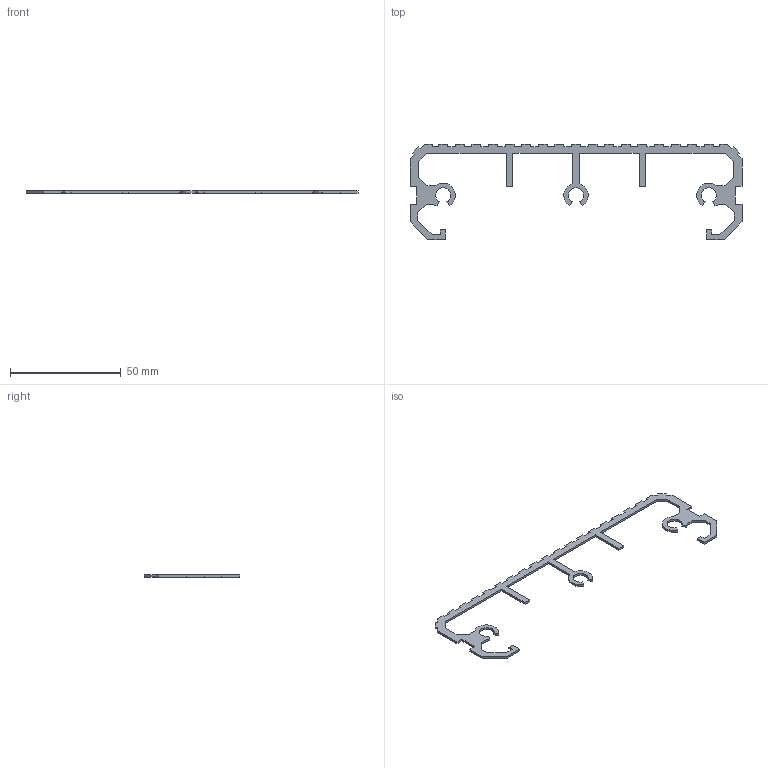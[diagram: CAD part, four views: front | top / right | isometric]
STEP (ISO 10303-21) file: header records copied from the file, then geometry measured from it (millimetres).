
FILE_DESCRIPTION((''),'2;1');
FILE_NAME('SP062_extern.ipt.step','2007-09-10T15:08:21',(''),(''),'Autodesk Inventor 11','Autodesk Inventor 11','');
FILE_SCHEMA(('AUTOMOTIVE_DESIGN { 1 0 10303 214 1 1 1 1 }'));
Length unit declared in the file: millimetre
Products named in the file (1): SP062_extern
Bounding box: 150 x 43 x 1 mm (x, y, z)
Volume: 1217.3 mm3; surface area: 3199.4 mm2
Topology: 1 solids, 1 shells, 150 faces, 444 edges, 296 vertices
Faces by surface type: plane 143, cylinder 7
Entity records: 4945 total; most frequent: CARTESIAN_POINT 891, ORIENTED_EDGE 888, DIRECTION 760, EDGE_CURVE 444, VECTOR 430, LINE 430, VERTEX_POINT 296, AXIS2_PLACEMENT_3D 165
